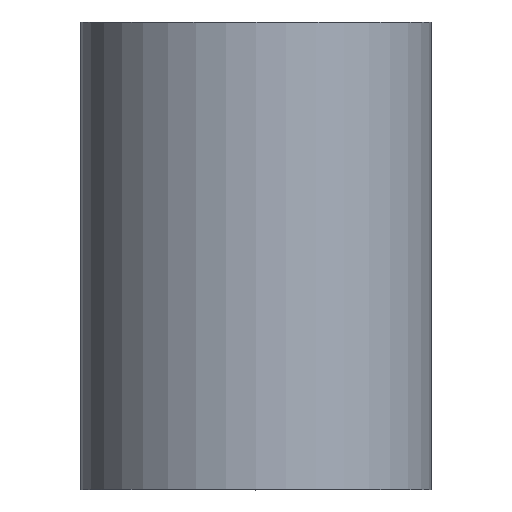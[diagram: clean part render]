
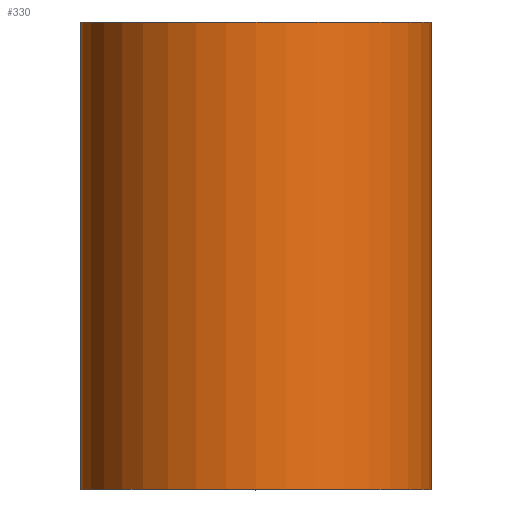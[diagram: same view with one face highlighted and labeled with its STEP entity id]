
A CAD part, top view. The second image highlights one B-rep face of the part: STEP entity #330.
In plain terms, the highlighted cylindrical face has radius 15 mm (diameter 30 mm), a partial arc.
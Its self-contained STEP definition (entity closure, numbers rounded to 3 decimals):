
#264=EDGE_CURVE('',#578,#672,#713,.T.);
#298=EDGE_CURVE('',#434,#572,#753,.T.);
#330=ADVANCED_FACE('',(#791),#792,.T.);
#412=EDGE_CURVE('',#578,#572,#883,.T.);
#434=VERTEX_POINT('',#909);
#458=EDGE_CURVE('',#434,#672,#939,.T.);
#572=VERTEX_POINT('',#1074);
#578=VERTEX_POINT('',#1080);
#672=VERTEX_POINT('',#1183);
#713=CIRCLE('',#1222,15.0);
#753=CIRCLE('',#1274,15.0);
#791=FACE_OUTER_BOUND('',#1320,.T.);
#792=CYLINDRICAL_SURFACE('',#1321,15.0);
#883=LINE('',#1445,#1446);
#909=CARTESIAN_POINT('',(-15.0,40.0,0.));
#939=LINE('',#1514,#1515);
#1074=CARTESIAN_POINT('',(15.0,40.0,0.0));
#1080=CARTESIAN_POINT('',(15.0,0.0,0.0));
#1183=CARTESIAN_POINT('',(-15.0,0.0,0.));
#1222=AXIS2_PLACEMENT_3D('',#1834,#1835,#1836);
#1274=AXIS2_PLACEMENT_3D('',#1901,#1902,#1903);
#1320=EDGE_LOOP('',(#1959,#1960,#1961,#1962));
#1321=AXIS2_PLACEMENT_3D('',#1963,#1964,#1965);
#1445=CARTESIAN_POINT('',(15.0,20.0,0.));
#1446=VECTOR('',#2071,1.0);
#1514=CARTESIAN_POINT('',(-15.0,20.0,0.));
#1515=VECTOR('',#2141,1.0);
#1834=CARTESIAN_POINT('',(0.0,0.0,0.0));
#1835=DIRECTION('',(0.0,-1.0,0.0));
#1836=DIRECTION('',(1.0,0.0,0.0));
#1901=CARTESIAN_POINT('',(0.0,40.0,0.0));
#1902=DIRECTION('',(-0.0,1.0,0.0));
#1903=DIRECTION('',(1.0,0.0,0.0));
#1959=ORIENTED_EDGE('',*,*,#412,.T.);
#1960=ORIENTED_EDGE('',*,*,#298,.F.);
#1961=ORIENTED_EDGE('',*,*,#458,.T.);
#1962=ORIENTED_EDGE('',*,*,#264,.F.);
#1963=CARTESIAN_POINT('',(0.0,20.0,0.0));
#1964=DIRECTION('',(0.0,-1.0,-0.0));
#1965=DIRECTION('',(1.0,0.0,0.0));
#2071=DIRECTION('',(0.0,1.0,0.0));
#2141=DIRECTION('',(-0.0,-1.0,-0.0));
